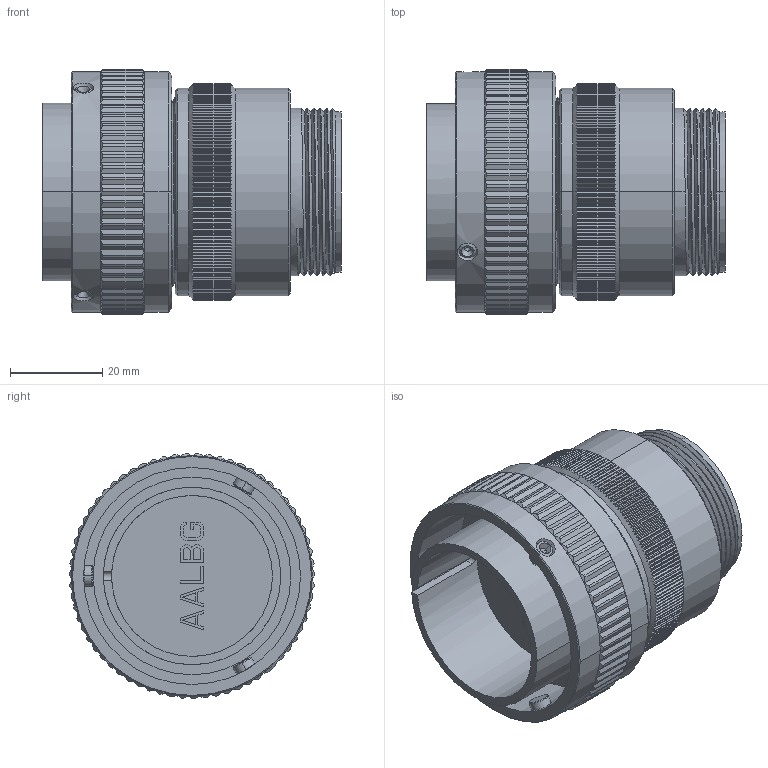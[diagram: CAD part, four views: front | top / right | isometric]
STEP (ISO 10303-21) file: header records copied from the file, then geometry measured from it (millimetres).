
FILE_DESCRIPTION((''),'2;1');
FILE_NAME('VG95234-28_SW0001','2023-02-24T11:04:37',('paultorloting'),('NET AG system integration'),'CREO PARAMETRIC BY PTC INC, 2021404','CREO PARAMETRIC BY PTC INC, 2021404','');
FILE_SCHEMA(('AUTOMOTIVE_DESIGN { 1 0 10303 214 1 1 1 1 }'));
Products named in the file (1): VG95234-28_SW0001
Bounding box: 64.65 x 53.14 x 53.12 mm (x, y, z)
Volume: 75331 mm3; surface area: 22452.2 mm2
Topology: 1 solids, 1 shells, 1117 faces, 3189 edges, 2101 vertices
Faces by surface type: plane 753, cylinder 299, cone 50, bspline 9, torus 6
Entity records: 50665 total; most frequent: CARTESIAN_POINT 16983, ORIENTED_EDGE 6366, DIRECTION 4983, EDGE_CURVE 3183, VERTEX_POINT 2101, AXIS2_PLACEMENT_3D 1730, VECTOR 1520, LINE 1520
